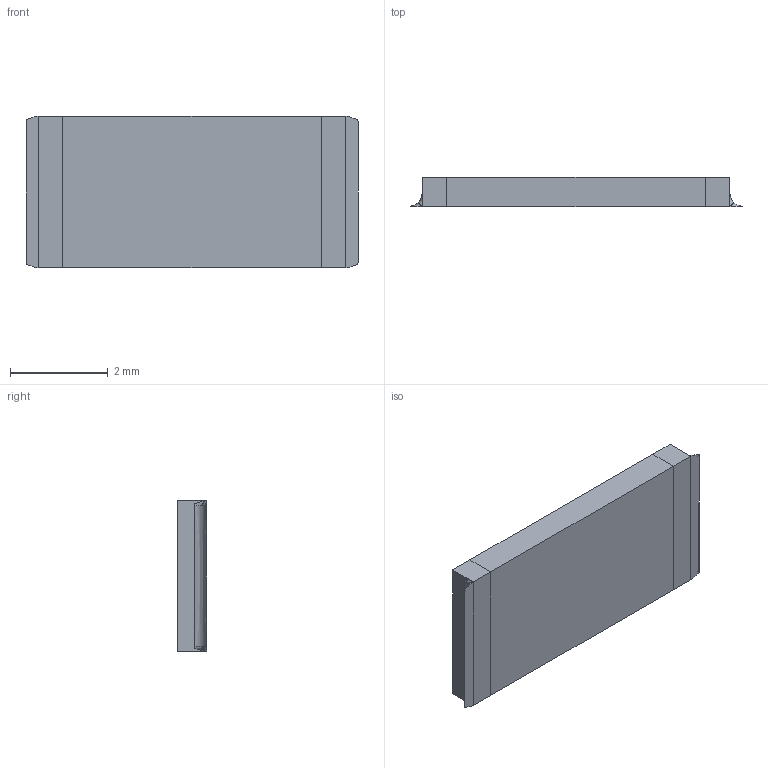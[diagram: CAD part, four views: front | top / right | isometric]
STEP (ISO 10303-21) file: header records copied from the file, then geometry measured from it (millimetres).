
FILE_DESCRIPTION(/* description */ (''),/* implementation_level */ '2;1');
FILE_NAME(/* name */ 'Resistor 2512.step',/* time_stamp */ '2019-07-19T17:03:55-07:00',/* author */ (''),/* organization */ (''),/* preprocessor_version */ 'ST-DEVELOPER v18',/* originating_system */ 'Autodesk Translation Framework v8.2.0.1029',/* authorisation */ '');
FILE_SCHEMA (('AUTOMOTIVE_DESIGN { 1 0 10303 214 3 1 1 }'));
Length unit declared in the file: millimetre
Products named in the file (1): 0402 Resistor
Bounding box: 6.8 x 0.6 x 3.1 mm (x, y, z)
Volume: 11.8 mm3; surface area: 67.2 mm2
Topology: 9 solids, 9 shells, 135 faces, 343 edges, 226 vertices
Faces by surface type: bspline 81, plane 54
Entity records: 5441 total; most frequent: CARTESIAN_POINT 2694, ORIENTED_EDGE 686, EDGE_CURVE 343, DIRECTION 295, VERTEX_POINT 226, LINE 169, VECTOR 169, B_SPLINE_CURVE_WITH_KNOTS 166
